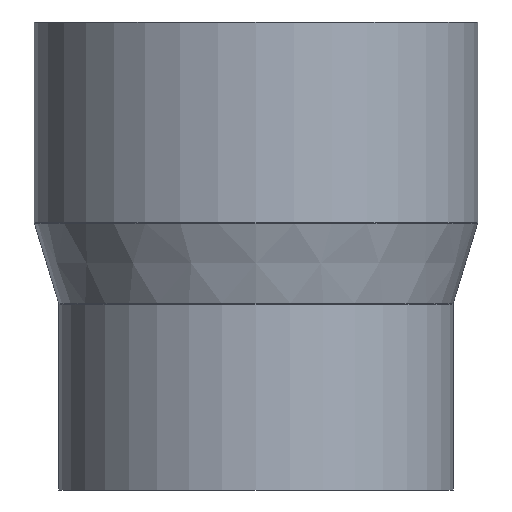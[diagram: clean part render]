
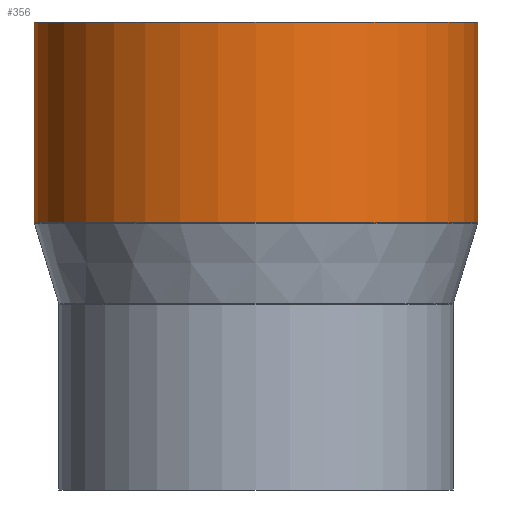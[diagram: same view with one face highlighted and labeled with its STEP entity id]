
A CAD part, front view. The second image highlights one B-rep face of the part: STEP entity #356.
In plain terms, the highlighted cylindrical face has radius 225 mm (diameter 450 mm), a partial arc.
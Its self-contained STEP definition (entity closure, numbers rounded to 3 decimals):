
#11 = AXIS2_PLACEMENT_3D ( 'NONE', #260, #98, #270 ) ;
#12 = FACE_OUTER_BOUND ( 'NONE', #578, .T. ) ;
#55 = EDGE_CURVE ( 'NONE', #579, #565, #452, .T. ) ;
#98 = DIRECTION ( 'NONE',  ( 0., 0., -1. ) ) ;
#101 = DIRECTION ( 'NONE',  ( -1., 0., 0. ) ) ;
#105 = CARTESIAN_POINT ( 'NONE',  ( 0., 0., -16.533 ) ) ;
#109 = LINE ( 'NONE', #317, #118 ) ;
#118 = VECTOR ( 'NONE', #620, 1000. ) ;
#122 = EDGE_CURVE ( 'NONE', #579, #224, #595, .T. ) ;
#129 = CARTESIAN_POINT ( 'NONE',  ( -225., 0., 240.08 ) ) ;
#136 = DIRECTION ( 'NONE',  ( -1., 0., 0. ) ) ;
#211 = AXIS2_PLACEMENT_3D ( 'NONE', #600, #397, #101 ) ;
#213 = EDGE_CURVE ( 'NONE', #224, #622, #499, .T. ) ;
#215 = CYLINDRICAL_SURFACE ( 'NONE', #463, 225. ) ;
#224 = VERTEX_POINT ( 'NONE', #592 ) ;
#241 = VECTOR ( 'NONE', #351, 1000. ) ;
#260 = CARTESIAN_POINT ( 'NONE',  ( 0., 0., 240.08 ) ) ;
#270 = DIRECTION ( 'NONE',  ( -1., 0., 0. ) ) ;
#271 = CARTESIAN_POINT ( 'NONE',  ( -225., 0., 36.378 ) ) ;
#289 = EDGE_CURVE ( 'NONE', #565, #622, #109, .T. ) ;
#301 = CARTESIAN_POINT ( 'NONE',  ( 225., 0., -16.533 ) ) ;
#317 = CARTESIAN_POINT ( 'NONE',  ( -225., 0., -16.533 ) ) ;
#338 = DIRECTION ( 'NONE',  ( 0., 0., -1. ) ) ;
#340 = CARTESIAN_POINT ( 'NONE',  ( 225., 0., 240.08 ) ) ;
#351 = DIRECTION ( 'NONE',  ( 0., 0., -1. ) ) ;
#355 = ORIENTED_EDGE ( 'NONE', *, *, #122, .F. ) ;
#356 = ADVANCED_FACE ( 'NONE', ( #12 ), #215, .T. ) ;
#380 = ORIENTED_EDGE ( 'NONE', *, *, #55, .T. ) ;
#397 = DIRECTION ( 'NONE',  ( 0., 0., -1. ) ) ;
#422 = ORIENTED_EDGE ( 'NONE', *, *, #213, .F. ) ;
#452 = CIRCLE ( 'NONE', #11, 225. ) ;
#463 = AXIS2_PLACEMENT_3D ( 'NONE', #105, #338, #136 ) ;
#499 = CIRCLE ( 'NONE', #211, 225. ) ;
#565 = VERTEX_POINT ( 'NONE', #129 ) ;
#578 = EDGE_LOOP ( 'NONE', ( #355, #380, #608, #422 ) ) ;
#579 = VERTEX_POINT ( 'NONE', #340 ) ;
#592 = CARTESIAN_POINT ( 'NONE',  ( 225., 0., 36.378 ) ) ;
#595 = LINE ( 'NONE', #301, #241 ) ;
#600 = CARTESIAN_POINT ( 'NONE',  ( 0., 0., 36.378 ) ) ;
#608 = ORIENTED_EDGE ( 'NONE', *, *, #289, .T. ) ;
#620 = DIRECTION ( 'NONE',  ( 0., 0., -1. ) ) ;
#622 = VERTEX_POINT ( 'NONE', #271 ) ;
